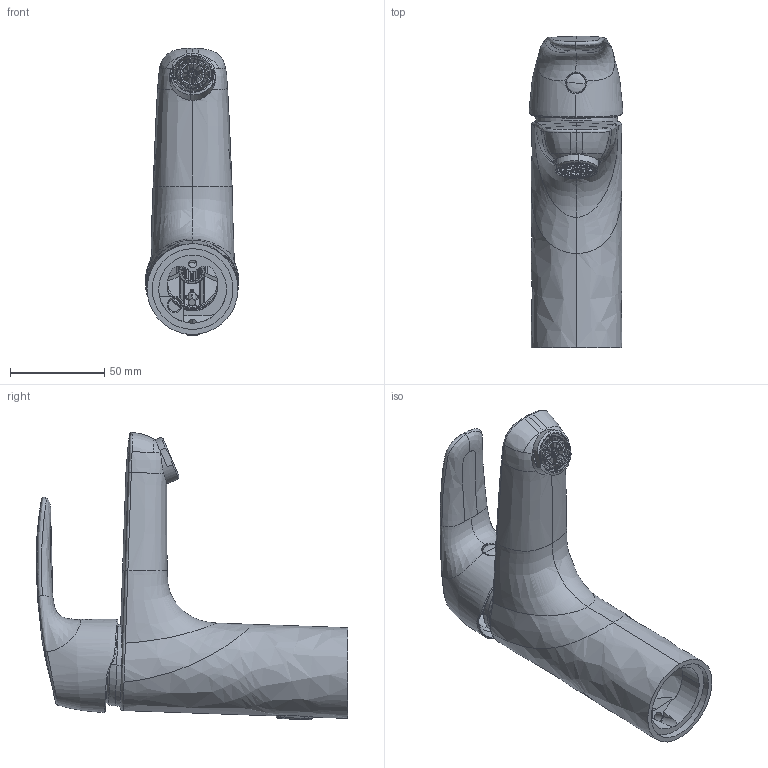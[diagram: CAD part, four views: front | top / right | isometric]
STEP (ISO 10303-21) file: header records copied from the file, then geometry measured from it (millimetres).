
FILE_DESCRIPTION (( 'STEP AP203' ), '1' );
FILE_NAME ('1011F(2017)+45022283.STEP', '2021-04-22T06:31:58', ( '' ), ( '' ), 'SwSTEP 2.0', 'SolidWorks 2016', '' );
FILE_SCHEMA (( 'CONFIG_CONTROL_DESIGN' ));
Products named in the file (1): 1011F(2017)+45022283
Bounding box: 49.68 x 165.23 x 152.77 mm (x, y, z)
Surface area: 88901.9 mm2 (no closed solid volume)
Topology: 0 solids, 9 shells, 999 faces, 2612 edges, 1627 vertices
Faces by surface type: bspline 366, cylinder 298, plane 260, cone 54, torus 17, sphere 4
Entity records: 70838 total; most frequent: CARTESIAN_POINT 49658, ORIENTED_EDGE 5204, DIRECTION 3208, EDGE_CURVE 2602, VERTEX_POINT 1627, AXIS2_PLACEMENT_3D 1186, EDGE_LOOP 1099, B_SPLINE_CURVE_WITH_KNOTS 1085
